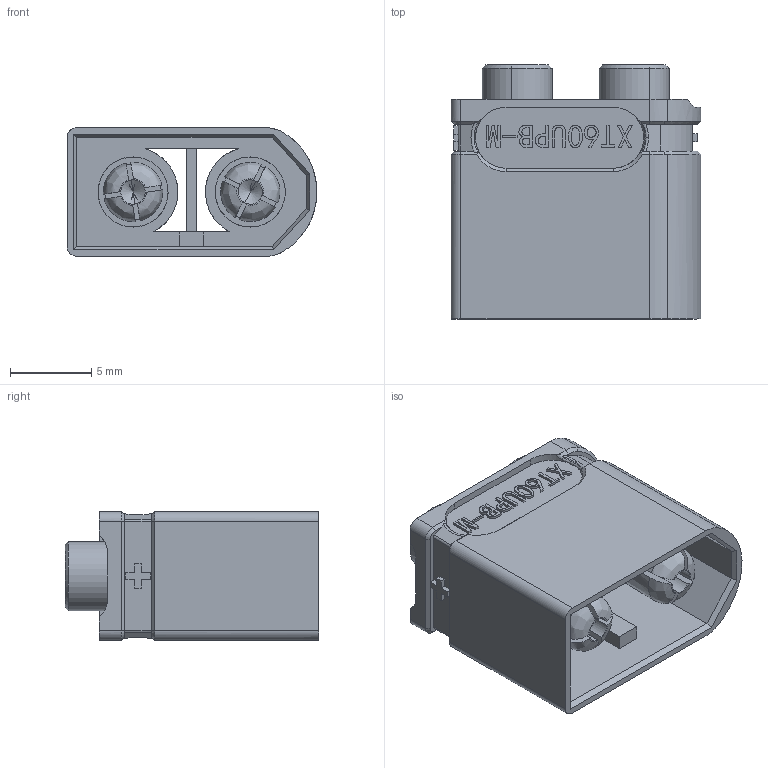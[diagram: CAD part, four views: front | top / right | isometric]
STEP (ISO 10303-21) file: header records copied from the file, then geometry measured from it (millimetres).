
FILE_DESCRIPTION (( 'STEP AP214' ), '1' );
FILE_NAME ('XT60UPB-M.STEP', '2023-09-12T18:19:37', ( 'USER' ), ( '' ), 'SwSTEP 2.0', 'SolidWorks 2016', '' );
FILE_SCHEMA (( 'AUTOMOTIVE_DESIGN' ));
Length unit declared in the file: millimetre
Products named in the file (3): 60UPB-MTJ; XT60UPB-M_X2_00cb00dc00bc00fe_X0_-UL; XT60UPB-M
Assembly tree (3 placements, depth 2):
  XT60UPB-M
    XT60UPB-M_X2_00cb00dc00bc00fe_X0_-UL
    60UPB-MTJ  x2
Bounding box: 15.34 x 15.6 x 7.9 mm (x, y, z)
Volume: 743.3 mm3; surface area: 1924.2 mm2
Topology: 3 solids, 3 shells, 507 faces, 1351 edges, 884 vertices
Faces by surface type: plane 282, cylinder 152, bspline 33, cone 30, torus 7, sphere 3
Entity records: 17866 total; most frequent: CARTESIAN_POINT 6802, ORIENTED_EDGE 2486, DIRECTION 1642, EDGE_CURVE 1243, VERTEX_POINT 818, LINE 652, VECTOR 652, B_SPLINE_CURVE_WITH_KNOTS 531
